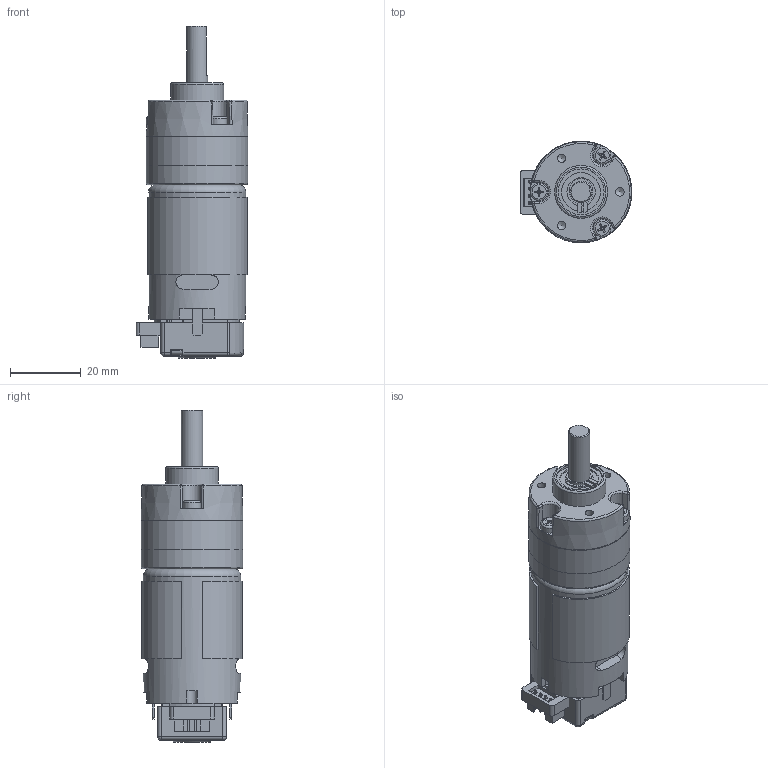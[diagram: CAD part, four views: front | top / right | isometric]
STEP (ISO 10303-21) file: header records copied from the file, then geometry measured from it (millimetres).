
FILE_DESCRIPTION(/* description */ (''),/* implementation_level */ '2;1');
FILE_NAME(/* name */ 'PS150_1stadio_2S_stp',/* time_stamp */ '2024-02-20T10:17:13+01:00',/* author */ (''),/* organization */ (''),/* preprocessor_version */ 'ST-DEVELOPER v11',/* originating_system */ 'UGS - NX 5.0',/* authorisation */ '');
FILE_SCHEMA (('AUTOMOTIVE_DESIGN { 1 0 10303 214 1 1 1 1 }'));
Length unit declared in the file: millimetre
Products named in the file (1): Luig0FA35dhe
Bounding box: 31.7 x 28.8 x 94 mm (x, y, z)
Volume: 34367.2 mm3; surface area: 24407.3 mm2
Topology: 25 solids, 25 shells, 1465 faces, 3974 edges, 2578 vertices
Faces by surface type: plane 1123, cylinder 167, cone 60, bspline 52, torus 47, sphere 16
Full cylindrical faces by diameter (mm): 0.6 x6, 0.9 x4, 2 x6, 2.3 x2, 2.305 x1, 2.4 x3, 2.5 x7, 2.6 x3, 2.7 x2, 3 x3, 3.5 x1, 3.6 x1, 5 x3, 5.7 x1, 6 x4, 8 x4, 10 x4, 11 x4, 12 x1, 12.85 x2, 13 x4, 15 x1, 27.5 x1, 27.8 x1, 28.8 x1
Entity records: 46818 total; most frequent: CARTESIAN_POINT 10162, ORIENTED_EDGE 7656, DIRECTION 6951, EDGE_CURVE 3828, LINE 2995, VECTOR 2995, VERTEX_POINT 2550, AXIS2_PLACEMENT_3D 1978
